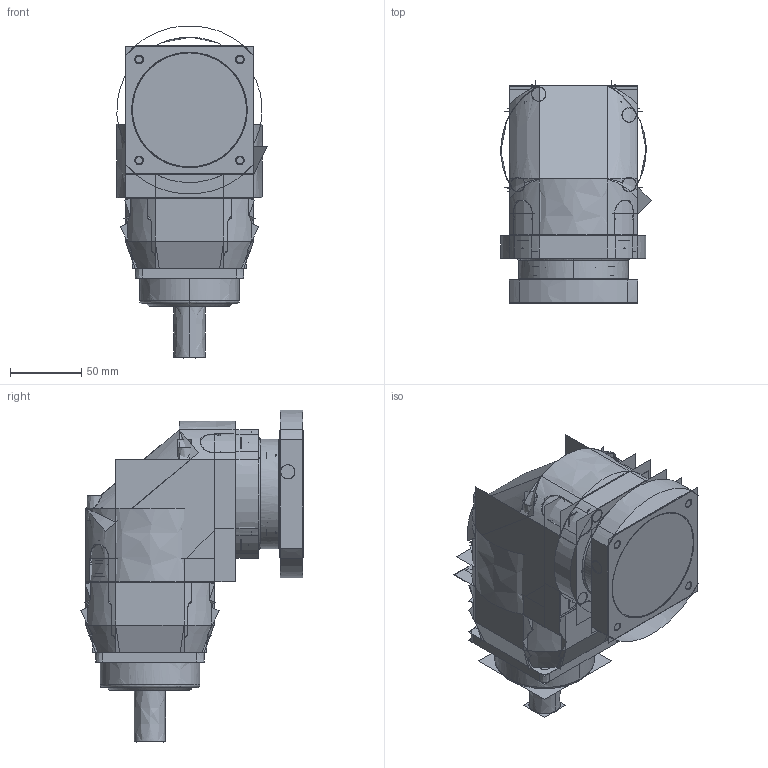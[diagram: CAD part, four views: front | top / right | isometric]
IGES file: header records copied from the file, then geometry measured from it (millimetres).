
Start section:  PTC IGES file: afr0751-p0403300603.igs
Global section: file name: afr0751-p0403300603.igs; native system: Pro/ENGINEER by Parametric Technology Corporation; preprocessor: 2006170; author: d00080; organization: Unknown; date: 20080912.165454; units: millimetre
Bounding box: 105.55 x 155.97 x 232.85 mm (x, y, z)
Surface area: 816069.6 mm2 (no closed solid volume)
Topology: 0 solids, 0 shells, 1542 faces, 10176 edges, 10128 vertices
Faces by surface type: bspline 1542
